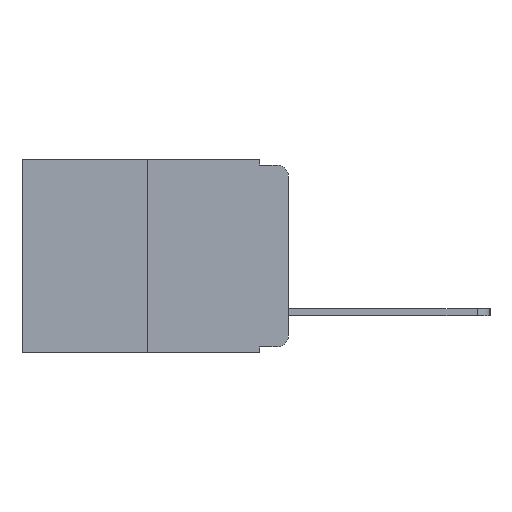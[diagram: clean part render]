
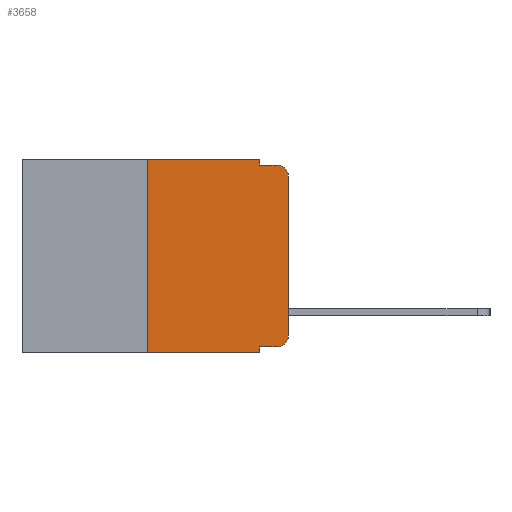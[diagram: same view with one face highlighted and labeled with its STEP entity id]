
A CAD part, left-side view. The second image highlights one B-rep face of the part: STEP entity #3658.
In plain terms, the highlighted planar face has unit normal (-1, 0, 0).
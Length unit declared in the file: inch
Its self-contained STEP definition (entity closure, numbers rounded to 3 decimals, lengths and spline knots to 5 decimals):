
#19 = DIRECTION ( 'NONE',  ( 0., -1., 0. ) ) ;
#66 = VERTEX_POINT ( 'NONE', #3474 ) ;
#480 = CARTESIAN_POINT ( 'NONE',  ( 0., 0., -0.03 ) ) ;
#516 = CARTESIAN_POINT ( 'NONE',  ( 0., 0.051, -0.01 ) ) ;
#981 = ORIENTED_EDGE ( 'NONE', *, *, #2381, .F. ) ;
#1102 = ORIENTED_EDGE ( 'NONE', *, *, #8027, .F. ) ;
#1129 = ORIENTED_EDGE ( 'NONE', *, *, #2842, .T. ) ;
#1138 = CARTESIAN_POINT ( 'NONE',  ( 0., 0.051, -0.333 ) ) ;
#1142 = EDGE_CURVE ( 'NONE', #10302, #7565, #7831, .T. ) ;
#1246 = CARTESIAN_POINT ( 'NONE',  ( 0., 0.02, -0.01 ) ) ;
#1276 = AXIS2_PLACEMENT_3D ( 'NONE', #10030, #9450, #9463 ) ;
#1535 = EDGE_CURVE ( 'NONE', #2963, #10302, #7952, .T. ) ;
#1537 = ORIENTED_EDGE ( 'NONE', *, *, #9533, .T. ) ;
#1646 = ORIENTED_EDGE ( 'NONE', *, *, #8532, .F. ) ;
#1693 = DIRECTION ( 'NONE',  ( 0., -1., 0. ) ) ;
#1706 = VECTOR ( 'NONE', #2058, 39.37008 ) ;
#1726 = LINE ( 'NONE', #9836, #8228 ) ;
#1733 = LINE ( 'NONE', #5471, #8002 ) ;
#2058 = DIRECTION ( 'NONE',  ( 0., -1., 0. ) ) ;
#2090 = CARTESIAN_POINT ( 'NONE',  ( 0., 0.051, -0.333 ) ) ;
#2381 = EDGE_CURVE ( 'NONE', #9819, #6571, #8744, .T. ) ;
#2579 = CARTESIAN_POINT ( 'NONE',  ( 0., 0.02, -0.03 ) ) ;
#2842 = EDGE_CURVE ( 'NONE', #66, #3358, #8840, .T. ) ;
#2963 = VERTEX_POINT ( 'NONE', #3055 ) ;
#3055 = CARTESIAN_POINT ( 'NONE',  ( 0., 0.02, -0.333 ) ) ;
#3358 = VERTEX_POINT ( 'NONE', #10473 ) ;
#3382 = ORIENTED_EDGE ( 'NONE', *, *, #10760, .T. ) ;
#3474 = CARTESIAN_POINT ( 'NONE',  ( 0., 0.25, -0.343 ) ) ;
#3523 = DIRECTION ( 'NONE',  ( 0., 0., -1. ) ) ;
#3570 = PLANE ( 'NONE',  #4536 ) ;
#3641 = VERTEX_POINT ( 'NONE', #9702 ) ;
#3658 = ADVANCED_FACE ( 'NONE', ( #8895 ), #3570, .F. ) ;
#3666 = CARTESIAN_POINT ( 'NONE',  ( 0., 0.473, -0.343 ) ) ;
#3698 = CARTESIAN_POINT ( 'NONE',  ( 0., 0.25, 0. ) ) ;
#3716 = VECTOR ( 'NONE', #19, 39.37008 ) ;
#3744 = AXIS2_PLACEMENT_3D ( 'NONE', #2579, #8407, #3523 ) ;
#3837 = LINE ( 'NONE', #10079, #7916 ) ;
#3947 = DIRECTION ( 'NONE',  ( 0., 0., -1. ) ) ;
#3979 = ORIENTED_EDGE ( 'NONE', *, *, #1142, .T. ) ;
#4068 = DIRECTION ( 'NONE',  ( 1., 0., 0. ) ) ;
#4229 = ORIENTED_EDGE ( 'NONE', *, *, #1535, .T. ) ;
#4536 = AXIS2_PLACEMENT_3D ( 'NONE', #5537, #4068, #3947 ) ;
#4606 = VERTEX_POINT ( 'NONE', #3698 ) ;
#4873 = EDGE_CURVE ( 'NONE', #4606, #3641, #5962, .T. ) ;
#5306 = ORIENTED_EDGE ( 'NONE', *, *, #5355, .F. ) ;
#5309 = DIRECTION ( 'NONE',  ( 0., 0., 1. ) ) ;
#5351 = DIRECTION ( 'NONE',  ( 0., -1., 0. ) ) ;
#5355 = EDGE_CURVE ( 'NONE', #3641, #9819, #3837, .T. ) ;
#5471 = CARTESIAN_POINT ( 'NONE',  ( 0., 0.25, 0. ) ) ;
#5537 = CARTESIAN_POINT ( 'NONE',  ( 0., 0.473, 0. ) ) ;
#5720 = VECTOR ( 'NONE', #5309, 39.37008 ) ;
#5962 = LINE ( 'NONE', #10774, #3716 ) ;
#5986 = ORIENTED_EDGE ( 'NONE', *, *, #4873, .F. ) ;
#6284 = DIRECTION ( 'NONE',  ( 0., 0., 1. ) ) ;
#6357 = EDGE_LOOP ( 'NONE', ( #3979, #3382, #981, #5306, #5986, #1102, #1129, #1646, #1537, #4229 ) ) ;
#6424 = VECTOR ( 'NONE', #1693, 39.37008 ) ;
#6571 = VERTEX_POINT ( 'NONE', #1246 ) ;
#6726 = CARTESIAN_POINT ( 'NONE',  ( 0., 0.051, -0.01 ) ) ;
#7565 = VERTEX_POINT ( 'NONE', #480 ) ;
#7831 = LINE ( 'NONE', #10635, #5720 ) ;
#7916 = VECTOR ( 'NONE', #8352, 39.37008 ) ;
#7942 = CIRCLE ( 'NONE', #3744, 0.02 ) ;
#7952 = CIRCLE ( 'NONE', #1276, 0.02 ) ;
#7955 = CARTESIAN_POINT ( 'NONE',  ( 0., 0., -0.313 ) ) ;
#8002 = VECTOR ( 'NONE', #6284, 39.37008 ) ;
#8027 = EDGE_CURVE ( 'NONE', #66, #4606, #1733, .T. ) ;
#8228 = VECTOR ( 'NONE', #10613, 39.37008 ) ;
#8352 = DIRECTION ( 'NONE',  ( 0., 0., -1. ) ) ;
#8407 = DIRECTION ( 'NONE',  ( -1., 0., 0. ) ) ;
#8449 = LINE ( 'NONE', #1138, #1706 ) ;
#8532 = EDGE_CURVE ( 'NONE', #10361, #3358, #1726, .T. ) ;
#8744 = LINE ( 'NONE', #6726, #6424 ) ;
#8840 = LINE ( 'NONE', #3666, #9086 ) ;
#8895 = FACE_OUTER_BOUND ( 'NONE', #6357, .T. ) ;
#9086 = VECTOR ( 'NONE', #5351, 39.37008 ) ;
#9450 = DIRECTION ( 'NONE',  ( -1., 0., 0. ) ) ;
#9463 = DIRECTION ( 'NONE',  ( 0., 0., -1. ) ) ;
#9533 = EDGE_CURVE ( 'NONE', #10361, #2963, #8449, .T. ) ;
#9702 = CARTESIAN_POINT ( 'NONE',  ( 0., 0.051, 0. ) ) ;
#9819 = VERTEX_POINT ( 'NONE', #516 ) ;
#9836 = CARTESIAN_POINT ( 'NONE',  ( 0., 0.051, 0. ) ) ;
#10030 = CARTESIAN_POINT ( 'NONE',  ( 0., 0.02, -0.313 ) ) ;
#10079 = CARTESIAN_POINT ( 'NONE',  ( 0., 0.051, 0. ) ) ;
#10302 = VERTEX_POINT ( 'NONE', #7955 ) ;
#10361 = VERTEX_POINT ( 'NONE', #2090 ) ;
#10473 = CARTESIAN_POINT ( 'NONE',  ( 0., 0.051, -0.343 ) ) ;
#10613 = DIRECTION ( 'NONE',  ( 0., 0., -1. ) ) ;
#10635 = CARTESIAN_POINT ( 'NONE',  ( 0., 0., 0. ) ) ;
#10760 = EDGE_CURVE ( 'NONE', #7565, #6571, #7942, .T. ) ;
#10774 = CARTESIAN_POINT ( 'NONE',  ( 0., 0.473, 0. ) ) ;
